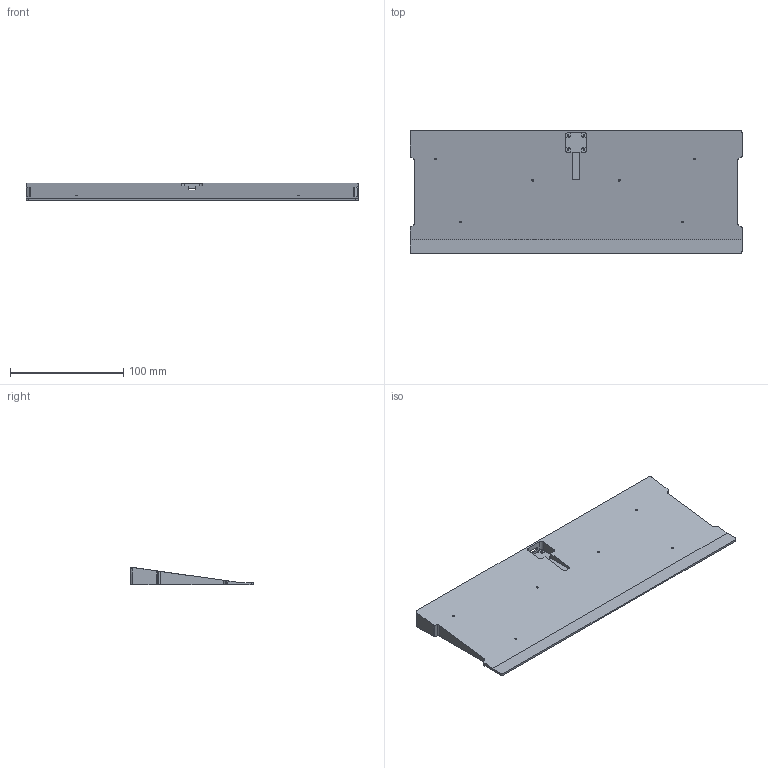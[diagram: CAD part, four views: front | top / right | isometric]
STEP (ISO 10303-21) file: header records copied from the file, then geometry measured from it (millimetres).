
FILE_DESCRIPTION(/* description */ (''),/* implementation_level */ '2;1');
FILE_NAME(/* name */ 'bottom_case.step',/* time_stamp */ '2024-10-05T16:42:28+08:00',/* author */ (''),/* organization */ (''),/* preprocessor_version */ 'ST-DEVELOPER v20',/* originating_system */ 'Autodesk Translation Framework v13.20.0.188',/* authorisation */ '');
FILE_SCHEMA (('AUTOMOTIVE_DESIGN { 1 0 10303 214 3 1 1 }'));
Length unit declared in the file: millimetre
Products named in the file (1): bottom_case
Bounding box: 292.75 x 108.66 x 15.48 mm (x, y, z)
Volume: 245833.6 mm3; surface area: 70645.1 mm2
Topology: 1 solids, 1 shells, 114 faces, 286 edges, 190 vertices
Faces by surface type: plane 60, cylinder 54
Full cylindrical faces by diameter (mm): 1.623 x10, 10 x4
Entity records: 3484 total; most frequent: DIRECTION 622, CARTESIAN_POINT 591, ORIENTED_EDGE 572, EDGE_CURVE 286, AXIS2_PLACEMENT_3D 221, VERTEX_POINT 190, LINE 180, VECTOR 180
